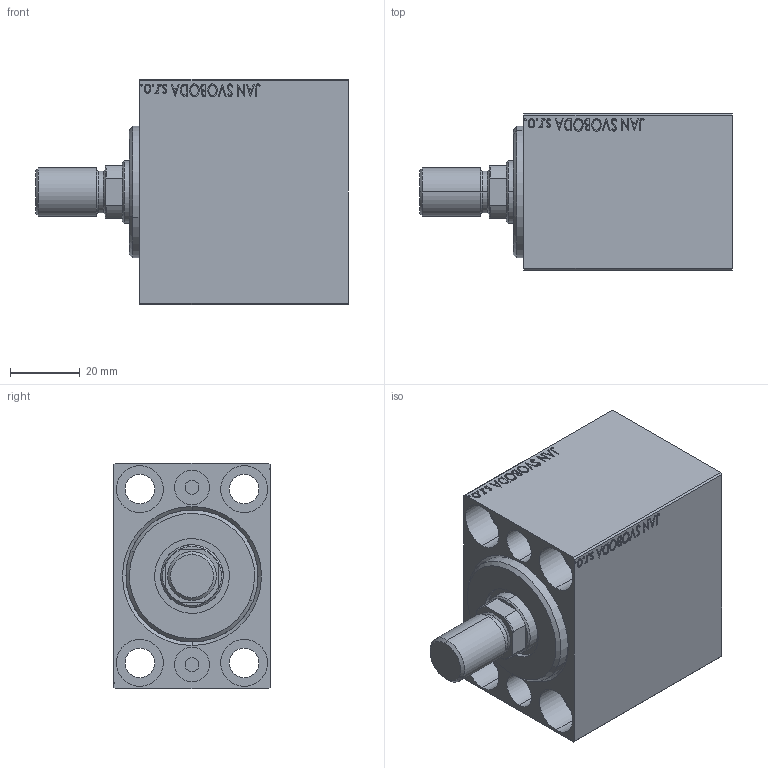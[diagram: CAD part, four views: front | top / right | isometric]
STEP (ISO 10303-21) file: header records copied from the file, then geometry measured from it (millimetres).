
FILE_DESCRIPTION (( 'STEP AP203' ), '1' );
FILE_NAME ('f7ea.STEP', '2024-02-12T04:56:29', ( '' ), ( '' ), 'SwSTEP 2.0', 'SolidWorks 2019', '' );
FILE_SCHEMA (( 'CONFIG_CONTROL_DESIGN' ));
Length unit declared in the file: millimetre
Products named in the file (5): V450CM_VC_B 7d2fcceccb5926a77787136a5a40596f; V450CM_MALE_METRIC 7d2fcceccb5926a77787136a5a40596f; f7ea; V450CM_C_Body 7d2fcceccb5926a77787136a5a40596f; V450CM_C_VCP 7d2fcceccb5926a77787136a5a40596f
Assembly tree (4 placements, depth 2):
  f7ea
    V450CM_C_Body 7d2fcceccb5926a77787136a5a40596f
    V450CM_C_VCP 7d2fcceccb5926a77787136a5a40596f
    V450CM_VC_B 7d2fcceccb5926a77787136a5a40596f
    V450CM_MALE_METRIC 7d2fcceccb5926a77787136a5a40596f
Bounding box: 90 x 45 x 65 mm (x, y, z)
Volume: 157360.8 mm3; surface area: 43969.5 mm2
Topology: 4 solids, 4 shells, 871 faces, 2220 edges, 1471 vertices
Faces by surface type: plane 411, bspline 380, cylinder 60, cone 18, torus 2
Entity records: 44199 total; most frequent: CARTESIAN_POINT 25067, ORIENTED_EDGE 4436, DIRECTION 2590, EDGE_CURVE 2218, VERTEX_POINT 1471, VECTOR 1306, LINE 1306, EDGE_LOOP 997
